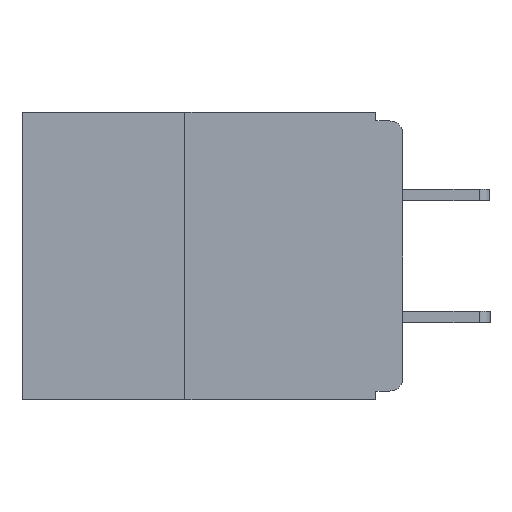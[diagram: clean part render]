
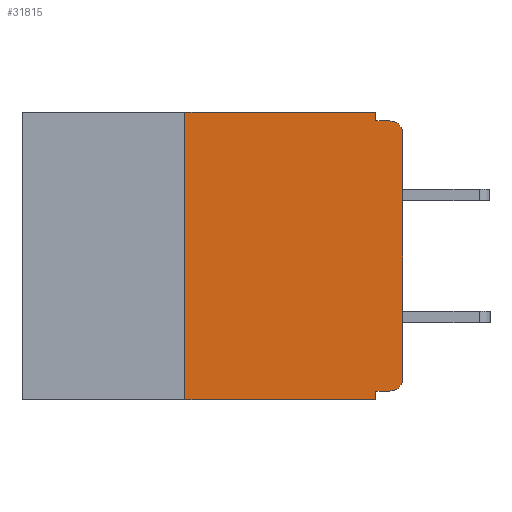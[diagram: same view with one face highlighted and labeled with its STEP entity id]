
A CAD part, left-side view. The second image highlights one B-rep face of the part: STEP entity #31815.
In plain terms, the highlighted planar face has unit normal (-1, 0, 0).
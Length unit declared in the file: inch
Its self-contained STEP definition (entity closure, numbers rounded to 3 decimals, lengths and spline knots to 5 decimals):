
#215 = ORIENTED_EDGE ( 'NONE', *, *, #35448, .F. ) ;
#747 = VECTOR ( 'NONE', #14963, 39.37008 ) ;
#866 = FACE_OUTER_BOUND ( 'NONE', #8348, .T. ) ;
#1418 = EDGE_CURVE ( 'NONE', #2620, #12750, #8376, .T. ) ;
#1893 = ORIENTED_EDGE ( 'NONE', *, *, #10046, .F. ) ;
#2554 = CARTESIAN_POINT ( 'NONE',  ( 0., 0.031, -0.33 ) ) ;
#2620 = VERTEX_POINT ( 'NONE', #19871 ) ;
#3431 = VERTEX_POINT ( 'NONE', #5933 ) ;
#3588 = DIRECTION ( 'NONE',  ( 0., -1., 0. ) ) ;
#3972 = EDGE_CURVE ( 'NONE', #3431, #18954, #28951, .T. ) ;
#4166 = VECTOR ( 'NONE', #12692, 39.37008 ) ;
#4294 = CARTESIAN_POINT ( 'NONE',  ( 0., 0.015, -0.01 ) ) ;
#4954 = CARTESIAN_POINT ( 'NONE',  ( 0., 0., -0.305 ) ) ;
#5272 = CARTESIAN_POINT ( 'NONE',  ( 0., 0., -0.01 ) ) ;
#5933 = CARTESIAN_POINT ( 'NONE',  ( 0., 0.015, -0.32 ) ) ;
#6188 = CARTESIAN_POINT ( 'NONE',  ( 0., 0.031, -0.32 ) ) ;
#7217 = CARTESIAN_POINT ( 'NONE',  ( 0., 0.015, -0.025 ) ) ;
#7311 = VERTEX_POINT ( 'NONE', #2554 ) ;
#7513 = CARTESIAN_POINT ( 'NONE',  ( 0., 0.437, 0. ) ) ;
#8348 = EDGE_LOOP ( 'NONE', ( #10239, #13650, #1893, #16451, #8903, #215, #23603, #22907, #32445, #24305 ) ) ;
#8376 = LINE ( 'NONE', #14848, #747 ) ;
#8782 = VECTOR ( 'NONE', #12702, 39.37008 ) ;
#8787 = VECTOR ( 'NONE', #3588, 39.37008 ) ;
#8879 = EDGE_CURVE ( 'NONE', #3431, #10906, #35878, .T. ) ;
#8903 = ORIENTED_EDGE ( 'NONE', *, *, #18806, .F. ) ;
#9648 = LINE ( 'NONE', #14856, #8787 ) ;
#10046 = EDGE_CURVE ( 'NONE', #12750, #18030, #28326, .T. ) ;
#10066 = DIRECTION ( 'NONE',  ( 0., 0., -1. ) ) ;
#10239 = ORIENTED_EDGE ( 'NONE', *, *, #17402, .T. ) ;
#10360 = DIRECTION ( 'NONE',  ( 1., 0., 0. ) ) ;
#10906 = VERTEX_POINT ( 'NONE', #6188 ) ;
#10940 = AXIS2_PLACEMENT_3D ( 'NONE', #28700, #12150, #31405 ) ;
#12150 = DIRECTION ( 'NONE',  ( -1., 0., 0. ) ) ;
#12259 = EDGE_CURVE ( 'NONE', #21811, #18030, #19167, .T. ) ;
#12692 = DIRECTION ( 'NONE',  ( 0., -1., 0. ) ) ;
#12702 = DIRECTION ( 'NONE',  ( 0., 0., 1. ) ) ;
#12750 = VERTEX_POINT ( 'NONE', #33992 ) ;
#13650 = ORIENTED_EDGE ( 'NONE', *, *, #12259, .T. ) ;
#13804 = AXIS2_PLACEMENT_3D ( 'NONE', #7513, #10360, #29653 ) ;
#14848 = CARTESIAN_POINT ( 'NONE',  ( 0., 0.031, 0. ) ) ;
#14856 = CARTESIAN_POINT ( 'NONE',  ( 0., 0.437, -0.33 ) ) ;
#14963 = DIRECTION ( 'NONE',  ( 0., 0., -1. ) ) ;
#15060 = CARTESIAN_POINT ( 'NONE',  ( 0., 0., -0.32 ) ) ;
#15795 = CARTESIAN_POINT ( 'NONE',  ( 0., 0.25, -0.33 ) ) ;
#16451 = ORIENTED_EDGE ( 'NONE', *, *, #1418, .F. ) ;
#17402 = EDGE_CURVE ( 'NONE', #18954, #21811, #29081, .T. ) ;
#18030 = VERTEX_POINT ( 'NONE', #4294 ) ;
#18806 = EDGE_CURVE ( 'NONE', #26400, #2620, #26410, .T. ) ;
#18852 = AXIS2_PLACEMENT_3D ( 'NONE', #7217, #26645, #10066 ) ;
#18954 = VERTEX_POINT ( 'NONE', #4954 ) ;
#19167 = CIRCLE ( 'NONE', #18852, 0.015 ) ;
#19871 = CARTESIAN_POINT ( 'NONE',  ( 0., 0.031, 0. ) ) ;
#20612 = DIRECTION ( 'NONE',  ( 0., 1., 0. ) ) ;
#20622 = VERTEX_POINT ( 'NONE', #15795 ) ;
#21566 = VECTOR ( 'NONE', #20612, 39.37008 ) ;
#21811 = VERTEX_POINT ( 'NONE', #34602 ) ;
#22580 = CARTESIAN_POINT ( 'NONE',  ( 0., 0.25, -0.33 ) ) ;
#22907 = ORIENTED_EDGE ( 'NONE', *, *, #30133, .F. ) ;
#23603 = ORIENTED_EDGE ( 'NONE', *, *, #33669, .T. ) ;
#24170 = PLANE ( 'NONE',  #13804 ) ;
#24305 = ORIENTED_EDGE ( 'NONE', *, *, #3972, .T. ) ;
#24754 = DIRECTION ( 'NONE',  ( 0., -1., 0. ) ) ;
#25327 = DIRECTION ( 'NONE',  ( 0., 0., 1. ) ) ;
#25333 = VECTOR ( 'NONE', #35311, 39.37008 ) ;
#26033 = VECTOR ( 'NONE', #25327, 39.37008 ) ;
#26400 = VERTEX_POINT ( 'NONE', #28920 ) ;
#26410 = LINE ( 'NONE', #34568, #4166 ) ;
#26645 = DIRECTION ( 'NONE',  ( -1., 0., 0. ) ) ;
#27475 = VECTOR ( 'NONE', #24754, 39.37008 ) ;
#28326 = LINE ( 'NONE', #5272, #27475 ) ;
#28700 = CARTESIAN_POINT ( 'NONE',  ( 0., 0.015, -0.305 ) ) ;
#28920 = CARTESIAN_POINT ( 'NONE',  ( 0., 0.25, 0. ) ) ;
#28951 = CIRCLE ( 'NONE', #10940, 0.015 ) ;
#29081 = LINE ( 'NONE', #29366, #8782 ) ;
#29366 = CARTESIAN_POINT ( 'NONE',  ( 0., 0., 0. ) ) ;
#29653 = DIRECTION ( 'NONE',  ( 0., 0., -1. ) ) ;
#30133 = EDGE_CURVE ( 'NONE', #10906, #7311, #32527, .T. ) ;
#31405 = DIRECTION ( 'NONE',  ( 0., 0., -1. ) ) ;
#31815 = ADVANCED_FACE ( 'NONE', ( #866 ), #24170, .F. ) ;
#32365 = LINE ( 'NONE', #22580, #26033 ) ;
#32445 = ORIENTED_EDGE ( 'NONE', *, *, #8879, .F. ) ;
#32527 = LINE ( 'NONE', #32668, #25333 ) ;
#32668 = CARTESIAN_POINT ( 'NONE',  ( 0., 0.031, -0.33 ) ) ;
#33669 = EDGE_CURVE ( 'NONE', #20622, #7311, #9648, .T. ) ;
#33992 = CARTESIAN_POINT ( 'NONE',  ( 0., 0.031, -0.01 ) ) ;
#34568 = CARTESIAN_POINT ( 'NONE',  ( 0., 0.437, 0. ) ) ;
#34602 = CARTESIAN_POINT ( 'NONE',  ( 0., 0., -0.025 ) ) ;
#35311 = DIRECTION ( 'NONE',  ( 0., 0., -1. ) ) ;
#35448 = EDGE_CURVE ( 'NONE', #20622, #26400, #32365, .T. ) ;
#35878 = LINE ( 'NONE', #15060, #21566 ) ;
